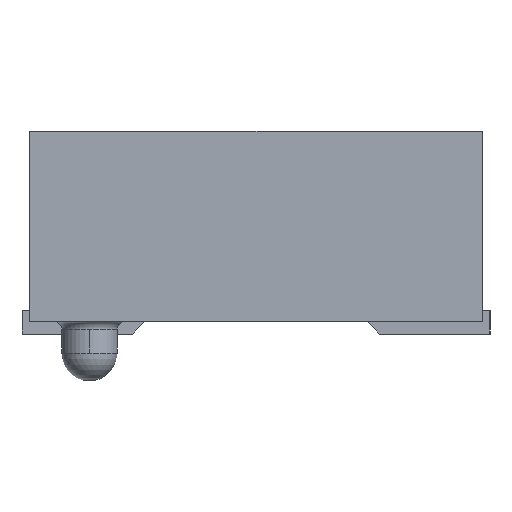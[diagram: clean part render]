
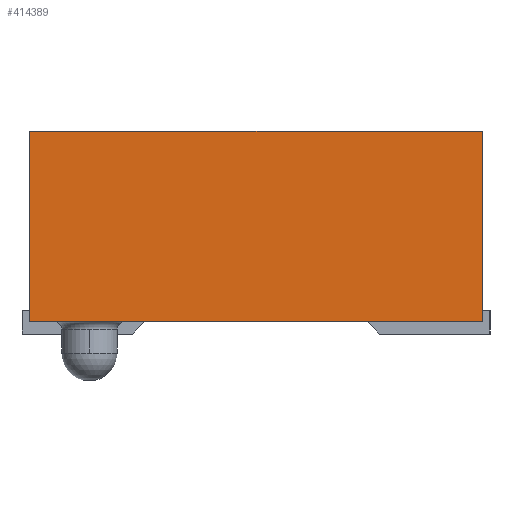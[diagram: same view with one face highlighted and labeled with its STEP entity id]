
A CAD part, left-side view. The second image highlights one B-rep face of the part: STEP entity #414389.
In plain terms, the highlighted planar face has unit normal (-1, 0, 0).
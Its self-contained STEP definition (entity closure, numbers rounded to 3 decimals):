
#413882 = PLANE('',#413883);
#413883 = AXIS2_PLACEMENT_3D('',#413884,#413885,#413886);
#413884 = CARTESIAN_POINT('',(18.138,-3.62,3.254));
#413885 = DIRECTION('',(0.,0.,-1.));
#413886 = DIRECTION('',(0.,1.,0.));
#414248 = VERTEX_POINT('',#414249);
#414249 = CARTESIAN_POINT('',(-18.138,3.62,3.254));
#414263 = PLANE('',#414264);
#414264 = AXIS2_PLACEMENT_3D('',#414265,#414266,#414267);
#414265 = CARTESIAN_POINT('',(-18.138,3.62,3.254));
#414266 = DIRECTION('',(0.,-1.,0.));
#414267 = DIRECTION('',(1.,0.,0.));
#414275 = EDGE_CURVE('',#414276,#414248,#414278,.T.);
#414276 = VERTEX_POINT('',#414277);
#414277 = CARTESIAN_POINT('',(-18.138,-3.62,3.254));
#414278 = SURFACE_CURVE('',#414279,(#414283,#414290),.PCURVE_S1.);
#414279 = LINE('',#414280,#414281);
#414280 = CARTESIAN_POINT('',(-18.138,-3.62,3.254));
#414281 = VECTOR('',#414282,1.);
#414282 = DIRECTION('',(0.,1.,0.));
#414283 = PCURVE('',#413882,#414284);
#414284 = DEFINITIONAL_REPRESENTATION('',(#414285),#414289);
#414285 = LINE('',#414286,#414287);
#414286 = CARTESIAN_POINT('',(0.,-36.276));
#414287 = VECTOR('',#414288,1.);
#414288 = DIRECTION('',(1.,0.));
#414289 = ( GEOMETRIC_REPRESENTATION_CONTEXT(2) 
PARAMETRIC_REPRESENTATION_CONTEXT() REPRESENTATION_CONTEXT('2D SPACE',''
  ) );
#414290 = PCURVE('',#414291,#414296);
#414291 = PLANE('',#414292);
#414292 = AXIS2_PLACEMENT_3D('',#414293,#414294,#414295);
#414293 = CARTESIAN_POINT('',(-18.138,-3.62,0.206));
#414294 = DIRECTION('',(-1.,0.,0.));
#414295 = DIRECTION('',(0.,-1.,0.));
#414296 = DEFINITIONAL_REPRESENTATION('',(#414297),#414301);
#414297 = LINE('',#414298,#414299);
#414298 = CARTESIAN_POINT('',(0.,3.048));
#414299 = VECTOR('',#414300,1.);
#414300 = DIRECTION('',(-1.,0.));
#414301 = ( GEOMETRIC_REPRESENTATION_CONTEXT(2) 
PARAMETRIC_REPRESENTATION_CONTEXT() REPRESENTATION_CONTEXT('2D SPACE',''
  ) );
#414319 = PLANE('',#414320);
#414320 = AXIS2_PLACEMENT_3D('',#414321,#414322,#414323);
#414321 = CARTESIAN_POINT('',(-18.138,-3.62,3.254));
#414322 = DIRECTION('',(0.,-1.,0.));
#414323 = DIRECTION('',(1.,0.,0.));
#414389 = ADVANCED_FACE('',(#414390),#414291,.T.);
#414390 = FACE_BOUND('',#414391,.T.);
#414391 = EDGE_LOOP('',(#414392,#414415,#414443,#414466,#414487));
#414392 = ORIENTED_EDGE('',*,*,#414393,.F.);
#414393 = EDGE_CURVE('',#414394,#414248,#414396,.T.);
#414394 = VERTEX_POINT('',#414395);
#414395 = CARTESIAN_POINT('',(-18.138,3.62,0.206));
#414396 = SURFACE_CURVE('',#414397,(#414401,#414408),.PCURVE_S1.);
#414397 = LINE('',#414398,#414399);
#414398 = CARTESIAN_POINT('',(-18.138,3.62,0.206));
#414399 = VECTOR('',#414400,1.);
#414400 = DIRECTION('',(0.,0.,1.));
#414401 = PCURVE('',#414291,#414402);
#414402 = DEFINITIONAL_REPRESENTATION('',(#414403),#414407);
#414403 = LINE('',#414404,#414405);
#414404 = CARTESIAN_POINT('',(-7.239,0.));
#414405 = VECTOR('',#414406,1.);
#414406 = DIRECTION('',(0.,1.));
#414407 = ( GEOMETRIC_REPRESENTATION_CONTEXT(2) 
PARAMETRIC_REPRESENTATION_CONTEXT() REPRESENTATION_CONTEXT('2D SPACE',''
  ) );
#414408 = PCURVE('',#414263,#414409);
#414409 = DEFINITIONAL_REPRESENTATION('',(#414410),#414414);
#414410 = LINE('',#414411,#414412);
#414411 = CARTESIAN_POINT('',(0.,-3.048));
#414412 = VECTOR('',#414413,1.);
#414413 = DIRECTION('',(0.,1.));
#414414 = ( GEOMETRIC_REPRESENTATION_CONTEXT(2) 
PARAMETRIC_REPRESENTATION_CONTEXT() REPRESENTATION_CONTEXT('2D SPACE',''
  ) );
#414415 = ORIENTED_EDGE('',*,*,#414416,.F.);
#414416 = EDGE_CURVE('',#414417,#414394,#414419,.T.);
#414417 = VERTEX_POINT('',#414418);
#414418 = CARTESIAN_POINT('',(-18.138,2.667,0.206));
#414419 = SURFACE_CURVE('',#414420,(#414424,#414431),.PCURVE_S1.);
#414420 = LINE('',#414421,#414422);
#414421 = CARTESIAN_POINT('',(-18.138,-3.62,0.206));
#414422 = VECTOR('',#414423,1.);
#414423 = DIRECTION('',(0.,1.,0.));
#414424 = PCURVE('',#414291,#414425);
#414425 = DEFINITIONAL_REPRESENTATION('',(#414426),#414430);
#414426 = LINE('',#414427,#414428);
#414427 = CARTESIAN_POINT('',(0.,0.));
#414428 = VECTOR('',#414429,1.);
#414429 = DIRECTION('',(-1.,0.));
#414430 = ( GEOMETRIC_REPRESENTATION_CONTEXT(2) 
PARAMETRIC_REPRESENTATION_CONTEXT() REPRESENTATION_CONTEXT('2D SPACE',''
  ) );
#414431 = PCURVE('',#414432,#414437);
#414432 = PLANE('',#414433);
#414433 = AXIS2_PLACEMENT_3D('',#414434,#414435,#414436);
#414434 = CARTESIAN_POINT('',(-18.138,-3.62,0.206));
#414435 = DIRECTION('',(0.,0.,1.));
#414436 = DIRECTION('',(0.,-1.,0.));
#414437 = DEFINITIONAL_REPRESENTATION('',(#414438),#414442);
#414438 = LINE('',#414439,#414440);
#414439 = CARTESIAN_POINT('',(0.,0.));
#414440 = VECTOR('',#414441,1.);
#414441 = DIRECTION('',(-1.,0.));
#414442 = ( GEOMETRIC_REPRESENTATION_CONTEXT(2) 
PARAMETRIC_REPRESENTATION_CONTEXT() REPRESENTATION_CONTEXT('2D SPACE',''
  ) );
#414443 = ORIENTED_EDGE('',*,*,#414444,.F.);
#414444 = EDGE_CURVE('',#414445,#414417,#414447,.T.);
#414445 = VERTEX_POINT('',#414446);
#414446 = CARTESIAN_POINT('',(-18.138,-3.62,0.206));
#414447 = SURFACE_CURVE('',#414448,(#414452,#414459),.PCURVE_S1.);
#414448 = LINE('',#414449,#414450);
#414449 = CARTESIAN_POINT('',(-18.138,-3.62,0.206));
#414450 = VECTOR('',#414451,1.);
#414451 = DIRECTION('',(0.,1.,0.));
#414452 = PCURVE('',#414291,#414453);
#414453 = DEFINITIONAL_REPRESENTATION('',(#414454),#414458);
#414454 = LINE('',#414455,#414456);
#414455 = CARTESIAN_POINT('',(0.,0.));
#414456 = VECTOR('',#414457,1.);
#414457 = DIRECTION('',(-1.,0.));
#414458 = ( GEOMETRIC_REPRESENTATION_CONTEXT(2) 
PARAMETRIC_REPRESENTATION_CONTEXT() REPRESENTATION_CONTEXT('2D SPACE',''
  ) );
#414459 = PCURVE('',#414432,#414460);
#414460 = DEFINITIONAL_REPRESENTATION('',(#414461),#414465);
#414461 = LINE('',#414462,#414463);
#414462 = CARTESIAN_POINT('',(0.,0.));
#414463 = VECTOR('',#414464,1.);
#414464 = DIRECTION('',(-1.,0.));
#414465 = ( GEOMETRIC_REPRESENTATION_CONTEXT(2) 
PARAMETRIC_REPRESENTATION_CONTEXT() REPRESENTATION_CONTEXT('2D SPACE',''
  ) );
#414466 = ORIENTED_EDGE('',*,*,#414467,.T.);
#414467 = EDGE_CURVE('',#414445,#414276,#414468,.T.);
#414468 = SURFACE_CURVE('',#414469,(#414473,#414480),.PCURVE_S1.);
#414469 = LINE('',#414470,#414471);
#414470 = CARTESIAN_POINT('',(-18.138,-3.62,0.206));
#414471 = VECTOR('',#414472,1.);
#414472 = DIRECTION('',(0.,0.,1.));
#414473 = PCURVE('',#414291,#414474);
#414474 = DEFINITIONAL_REPRESENTATION('',(#414475),#414479);
#414475 = LINE('',#414476,#414477);
#414476 = CARTESIAN_POINT('',(0.,0.));
#414477 = VECTOR('',#414478,1.);
#414478 = DIRECTION('',(0.,1.));
#414479 = ( GEOMETRIC_REPRESENTATION_CONTEXT(2) 
PARAMETRIC_REPRESENTATION_CONTEXT() REPRESENTATION_CONTEXT('2D SPACE',''
  ) );
#414480 = PCURVE('',#414319,#414481);
#414481 = DEFINITIONAL_REPRESENTATION('',(#414482),#414486);
#414482 = LINE('',#414483,#414484);
#414483 = CARTESIAN_POINT('',(0.,-3.048));
#414484 = VECTOR('',#414485,1.);
#414485 = DIRECTION('',(0.,1.));
#414486 = ( GEOMETRIC_REPRESENTATION_CONTEXT(2) 
PARAMETRIC_REPRESENTATION_CONTEXT() REPRESENTATION_CONTEXT('2D SPACE',''
  ) );
#414487 = ORIENTED_EDGE('',*,*,#414275,.T.);
